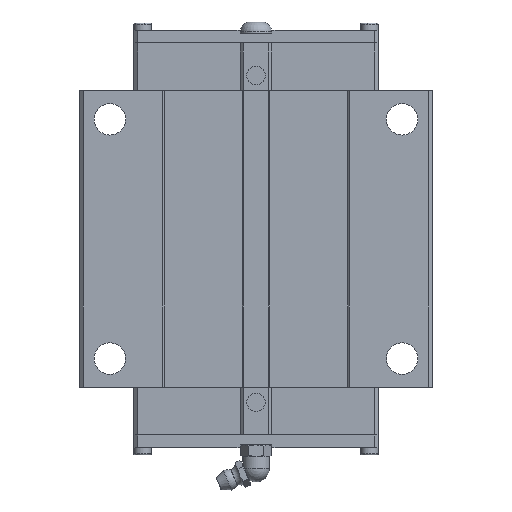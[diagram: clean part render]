
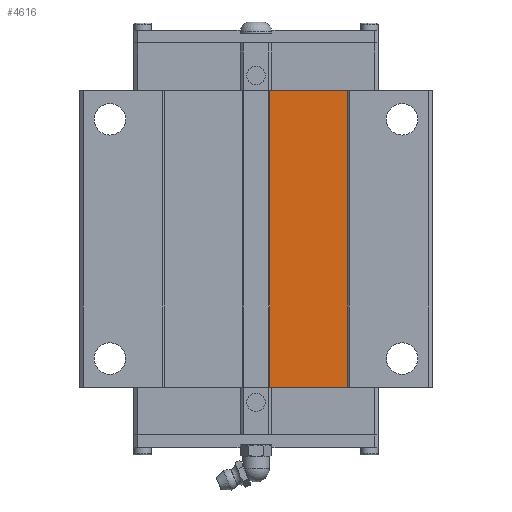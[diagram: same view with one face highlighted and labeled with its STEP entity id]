
A CAD part, top view. The second image highlights one B-rep face of the part: STEP entity #4616.
In plain terms, the highlighted planar face has unit normal (0, 0, 1).
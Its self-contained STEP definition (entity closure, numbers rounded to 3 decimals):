
#145 = ORIENTED_EDGE ( 'NONE', *, *, #10183, .F. ) ;
#394 = CARTESIAN_POINT ( 'NONE',  ( 5.5, 171.126, 69.5 ) ) ;
#644 = EDGE_CURVE ( 'NONE', #14171, #12719, #5592, .T. ) ;
#2055 = CARTESIAN_POINT ( 'NONE',  ( 5.5, 24.001, 69.5 ) ) ;
#3493 = CARTESIAN_POINT ( 'NONE',  ( 36.5, 24.001, 69.5 ) ) ;
#4616 = ADVANCED_FACE ( 'NONE', ( #18877 ), #8976, .F. ) ;
#5468 = DIRECTION ( 'NONE',  ( -1., 0., 0. ) ) ;
#5592 = LINE ( 'NONE', #16942, #18007 ) ;
#6707 = CARTESIAN_POINT ( 'NONE',  ( 36.5, 200.551, 69.5 ) ) ;
#7164 = DIRECTION ( 'NONE',  ( 0., -1., 0. ) ) ;
#8042 = VECTOR ( 'NONE', #18843, 1000. ) ;
#8178 = LINE ( 'NONE', #394, #9842 ) ;
#8976 = PLANE ( 'NONE',  #11656 ) ;
#9779 = LINE ( 'NONE', #11721, #8042 ) ;
#9842 = VECTOR ( 'NONE', #21354, 1000. ) ;
#10183 = EDGE_CURVE ( 'NONE', #16396, #14171, #11390, .T. ) ;
#10632 = CARTESIAN_POINT ( 'NONE',  ( 5.5, 141.701, 69.5 ) ) ;
#11138 = ORIENTED_EDGE ( 'NONE', *, *, #15683, .F. ) ;
#11390 = LINE ( 'NONE', #6707, #20800 ) ;
#11656 = AXIS2_PLACEMENT_3D ( 'NONE', #16430, #23858, #7164 ) ;
#11721 = CARTESIAN_POINT ( 'NONE',  ( 0., 141.701, 69.5 ) ) ;
#12080 = VERTEX_POINT ( 'NONE', #10632 ) ;
#12331 = ORIENTED_EDGE ( 'NONE', *, *, #21158, .T. ) ;
#12719 = VERTEX_POINT ( 'NONE', #2055 ) ;
#13566 = DIRECTION ( 'NONE',  ( 0., -1., 0. ) ) ;
#14171 = VERTEX_POINT ( 'NONE', #3493 ) ;
#14706 = ORIENTED_EDGE ( 'NONE', *, *, #644, .F. ) ;
#15683 = EDGE_CURVE ( 'NONE', #12080, #16396, #9779, .T. ) ;
#16396 = VERTEX_POINT ( 'NONE', #18262 ) ;
#16430 = CARTESIAN_POINT ( 'NONE',  ( 0., 200.551, 69.5 ) ) ;
#16942 = CARTESIAN_POINT ( 'NONE',  ( 0., 24.001, 69.5 ) ) ;
#17359 = EDGE_LOOP ( 'NONE', ( #12331, #14706, #145, #11138 ) ) ;
#18007 = VECTOR ( 'NONE', #5468, 1000. ) ;
#18262 = CARTESIAN_POINT ( 'NONE',  ( 36.5, 141.701, 69.5 ) ) ;
#18843 = DIRECTION ( 'NONE',  ( 1., 0., 0. ) ) ;
#18877 = FACE_OUTER_BOUND ( 'NONE', #17359, .T. ) ;
#20800 = VECTOR ( 'NONE', #13566, 1000. ) ;
#21158 = EDGE_CURVE ( 'NONE', #12080, #12719, #8178, .T. ) ;
#21354 = DIRECTION ( 'NONE',  ( 0., -1., 0. ) ) ;
#23858 = DIRECTION ( 'NONE',  ( 0., 0., -1. ) ) ;
